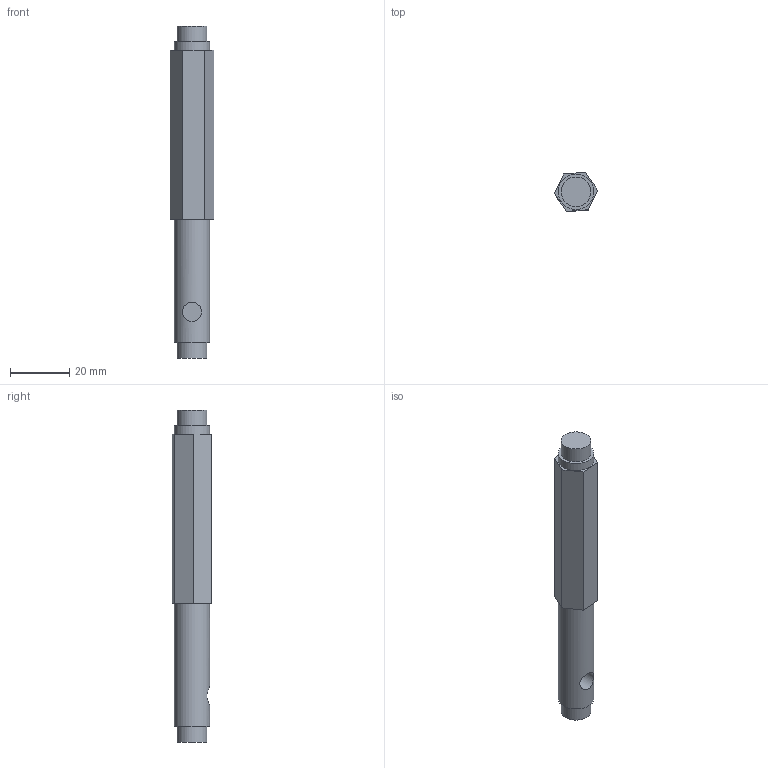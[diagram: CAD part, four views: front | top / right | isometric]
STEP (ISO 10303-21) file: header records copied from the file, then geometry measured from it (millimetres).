
FILE_DESCRIPTION(/* description */ (''),/* implementation_level */ '2;1');
FILE_NAME(/* name */ '轴3.stp',/* time_stamp */ '2019-11-15T22:37:03+08:00',/* author */ ('Mark'),/* organization */ (''),/* preprocessor_version */ 'ST-DEVELOPER v17',/* originating_system */ 'Autodesk Inventor 2019',/* authorisation */ '');
FILE_SCHEMA (('AUTOMOTIVE_DESIGN { 1 0 10303 214 3 1 1 }'));
Length unit declared in the file: millimetre
Products named in the file (1): Mecanum Axle
Bounding box: 14.62 x 13.25 x 112.2 mm (x, y, z)
Volume: 13651.3 mm3; surface area: 4914 mm2
Topology: 1 solids, 1 shells, 18 faces, 43 edges, 31 vertices
Faces by surface type: plane 13, cylinder 5
Full cylindrical faces by diameter (mm): 6.5 x1, 10 x2, 12 x2
Entity records: 605 total; most frequent: CARTESIAN_POINT 129, DIRECTION 92, ORIENTED_EDGE 86, EDGE_CURVE 43, AXIS2_PLACEMENT_3D 34, VERTEX_POINT 31, LINE 24, VECTOR 24
